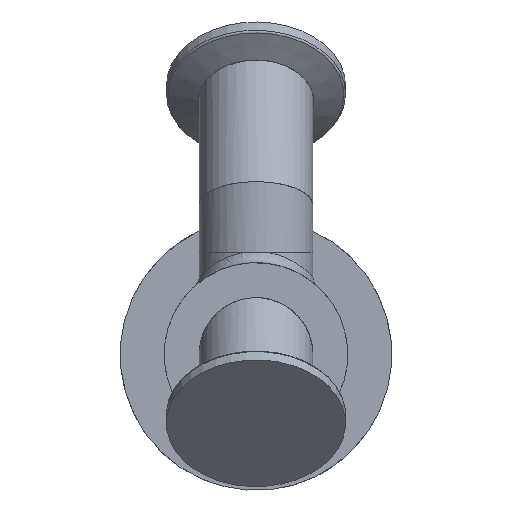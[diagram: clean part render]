
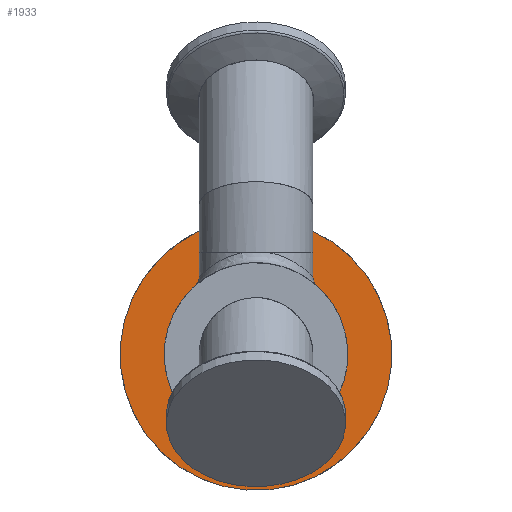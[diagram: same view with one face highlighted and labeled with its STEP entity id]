
A CAD part, left-side view. The second image highlights one B-rep face of the part: STEP entity #1933.
In plain terms, the highlighted planar face has unit normal (-1, 0, 0).
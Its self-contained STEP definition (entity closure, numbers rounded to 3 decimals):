
#253=PLANE('',#2118);
#318=FACE_OUTER_BOUND('',#450,.T.);
#450=EDGE_LOOP('',(#1255));
#608=CIRCLE('',#2119,30.32);
#764=VERTEX_POINT('',#3184);
#965=EDGE_CURVE('',#764,#764,#608,.T.);
#1255=ORIENTED_EDGE('',*,*,#965,.F.);
#1933=ADVANCED_FACE('',(#318),#253,.T.);
#2118=AXIS2_PLACEMENT_3D('',#3183,#2395,#2396);
#2119=AXIS2_PLACEMENT_3D('',#3185,#2397,#2398);
#2395=DIRECTION('center_axis',(-1.,0.,0.));
#2396=DIRECTION('ref_axis',(0.,-0.243,0.97));
#2397=DIRECTION('center_axis',(1.,0.,0.));
#2398=DIRECTION('ref_axis',(0.,0.97,0.243));
#3183=CARTESIAN_POINT('Origin',(14.776,13.768,4.898));
#3184=CARTESIAN_POINT('',(14.776,18.506,6.086));
#3185=CARTESIAN_POINT('Origin',(14.776,-10.903,-1.286));
